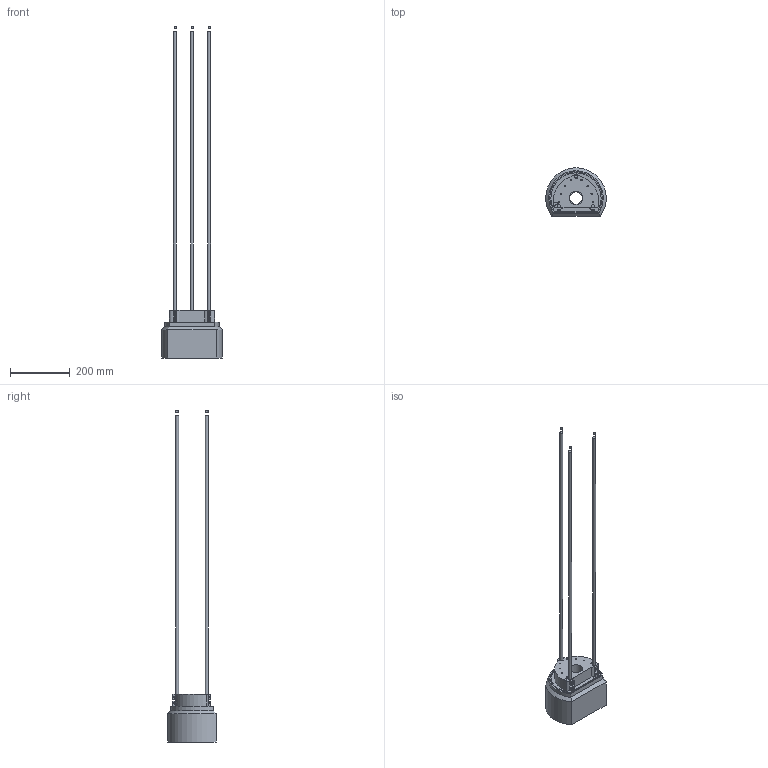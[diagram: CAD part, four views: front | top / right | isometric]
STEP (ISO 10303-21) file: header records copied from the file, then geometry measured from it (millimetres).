
FILE_DESCRIPTION(/* description */ (''),/* implementation_level */ '2;1');
FILE_NAME(/* name */ 'ZAxisBase.step',/* time_stamp */ '2021-11-02T20:39:26-04:00',/* author */ (''),/* organization */ (''),/* preprocessor_version */ 'ST-DEVELOPER v18.1',/* originating_system */ 'Autodesk Translation Framework v10.10.0.1391',/* authorisation */ '');
FILE_SCHEMA (('AUTOMOTIVE_DESIGN { 1 0 10303 214 3 1 1 }'));
Length unit declared in the file: millimetre
Products named in the file (3): Z Axis Base; 6112K16_LINEAR MOTION SHAFT; Rod-base
Assembly tree (4 placements, depth 2):
  Z Axis Base
    6112K16_LINEAR MOTION SHAFT  x3
    Rod-base
Bounding box: 201.51 x 161.24 x 1107.52 mm (x, y, z)
Volume: 2009283.9 mm3; surface area: 364801.6 mm2
Topology: 14 solids, 14 shells, 526 faces, 1316 edges, 874 vertices
Faces by surface type: plane 367, cylinder 152, cone 7
Full cylindrical faces by diameter (mm): 4 x53, 5 x4, 6 x4, 7.6 x8, 10 x6, 40.7 x1, 45 x1
Entity records: 15667 total; most frequent: DIRECTION 2700, CARTESIAN_POINT 2694, ORIENTED_EDGE 2584, EDGE_CURVE 1292, LINE 912, VECTOR 912, AXIS2_PLACEMENT_3D 894, VERTEX_POINT 858
